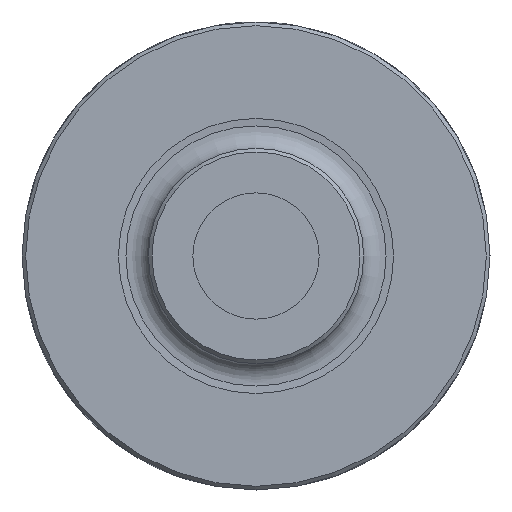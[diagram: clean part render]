
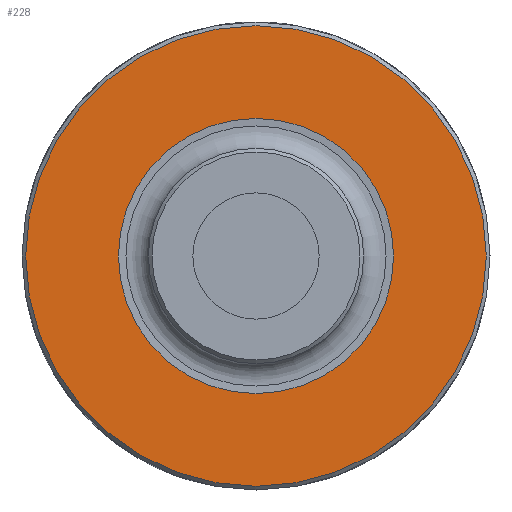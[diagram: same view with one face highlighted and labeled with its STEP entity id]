
A CAD part, left-side view. The second image highlights one B-rep face of the part: STEP entity #228.
In plain terms, the highlighted planar face has unit normal (-1, 0, 0).
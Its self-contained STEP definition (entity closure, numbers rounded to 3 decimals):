
#177=FACE_BOUND('',#331,.T.);
#178=FACE_BOUND('',#332,.T.);
#228=ADVANCED_FACE('',(#177,#178),#252,.F.);
#252=PLANE('',#713);
#331=EDGE_LOOP('',(#479));
#332=EDGE_LOOP('',(#480));
#479=ORIENTED_EDGE('',*,*,#620,.T.);
#480=ORIENTED_EDGE('',*,*,#619,.F.);
#545=VERTEX_POINT('',#1854);
#546=VERTEX_POINT('',#1857);
#619=EDGE_CURVE('',#545,#545,#638,.T.);
#620=EDGE_CURVE('',#546,#546,#639,.T.);
#638=CIRCLE('',#710,18.524);
#639=CIRCLE('',#712,31.);
#710=AXIS2_PLACEMENT_3D('',#1853,#863,#864);
#712=AXIS2_PLACEMENT_3D('',#1856,#867,#868);
#713=AXIS2_PLACEMENT_3D('',#1858,#869,#870);
#863=DIRECTION('',(-1.,0.,0.));
#864=DIRECTION('',(0.,0.,-1.));
#867=DIRECTION('',(-1.,0.,0.));
#868=DIRECTION('',(0.,0.,-1.));
#869=DIRECTION('',(1.,0.,0.));
#870=DIRECTION('',(0.,0.,-1.));
#1853=CARTESIAN_POINT('',(28.,0.,0.));
#1854=CARTESIAN_POINT('',(28.,0.,-18.524));
#1856=CARTESIAN_POINT('',(28.,0.,0.));
#1857=CARTESIAN_POINT('',(28.,0.,-31.));
#1858=CARTESIAN_POINT('',(28.,18.524,0.));
